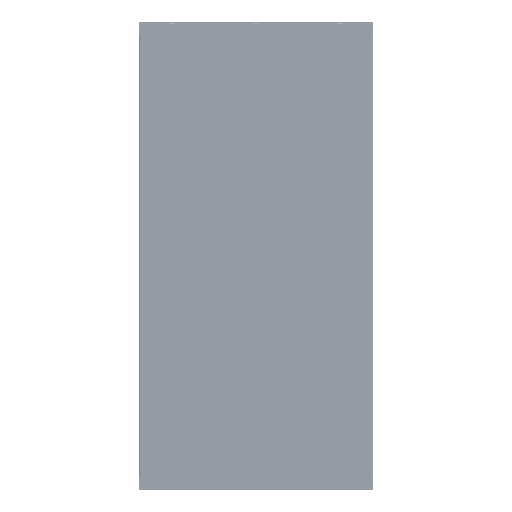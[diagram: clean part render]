
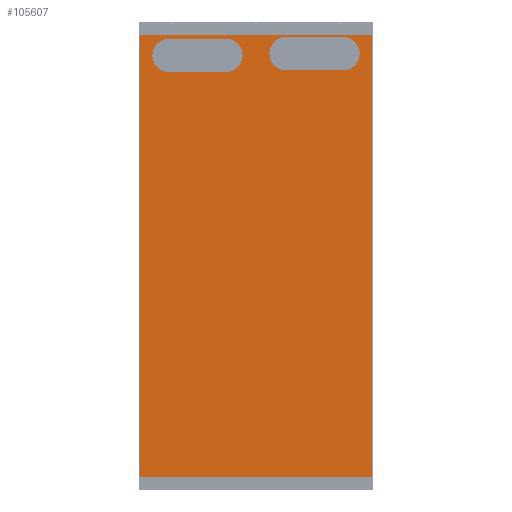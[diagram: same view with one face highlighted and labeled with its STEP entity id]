
A CAD part, front view. The second image highlights one B-rep face of the part: STEP entity #105607.
In plain terms, the highlighted planar face has unit normal (0, -1, 0).
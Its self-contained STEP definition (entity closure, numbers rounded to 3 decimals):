
#792 = CARTESIAN_POINT ( 'NONE',  ( 260., 0., 655. ) ) ;
#3645 = CARTESIAN_POINT ( 'NONE',  ( -173.75, 0., -660. ) ) ;
#4136 = CARTESIAN_POINT ( 'NONE',  ( 260., 0., 605. ) ) ;
#4286 = CARTESIAN_POINT ( 'NONE',  ( -260., 0., 550. ) ) ;
#4911 = DIRECTION ( 'NONE',  ( 0., 0., 1. ) ) ;
#7441 = VECTOR ( 'NONE', #50496, 1000. ) ;
#7709 = VERTEX_POINT ( 'NONE', #50131 ) ;
#9365 = LINE ( 'NONE', #137656, #108770 ) ;
#11818 = CIRCLE ( 'NONE', #106773, 50. ) ;
#12002 = VERTEX_POINT ( 'NONE', #4286 ) ;
#17020 = VERTEX_POINT ( 'NONE', #114032 ) ;
#17553 = ORIENTED_EDGE ( 'NONE', *, *, #51200, .T. ) ;
#17701 = LINE ( 'NONE', #3645, #41367 ) ;
#19597 = FACE_BOUND ( 'NONE', #100122, .T. ) ;
#20177 = LINE ( 'NONE', #103083, #91044 ) ;
#20909 = CARTESIAN_POINT ( 'NONE',  ( -347.5, 0., 660. ) ) ;
#22865 = DIRECTION ( 'NONE',  ( 0., 1., 0. ) ) ;
#22964 = ORIENTED_EDGE ( 'NONE', *, *, #86073, .T. ) ;
#23372 = LINE ( 'NONE', #56264, #81880 ) ;
#24066 = LINE ( 'NONE', #24853, #112070 ) ;
#24853 = CARTESIAN_POINT ( 'NONE',  ( -347.5, 0., 700. ) ) ;
#25374 = EDGE_CURVE ( 'NONE', #49101, #134099, #24066, .T. ) ;
#25864 = ORIENTED_EDGE ( 'NONE', *, *, #57641, .T. ) ;
#26551 = DIRECTION ( 'NONE',  ( 0., 1., 0. ) ) ;
#26797 = EDGE_CURVE ( 'NONE', #64943, #12002, #88151, .T. ) ;
#28103 = ORIENTED_EDGE ( 'NONE', *, *, #131186, .T. ) ;
#28407 = VERTEX_POINT ( 'NONE', #76637 ) ;
#28435 = VERTEX_POINT ( 'NONE', #128210 ) ;
#30524 = DIRECTION ( 'NONE',  ( 0., 0., -1. ) ) ;
#32018 = ORIENTED_EDGE ( 'NONE', *, *, #58028, .F. ) ;
#37562 = ORIENTED_EDGE ( 'NONE', *, *, #95855, .T. ) ;
#37627 = LINE ( 'NONE', #143233, #66261 ) ;
#39718 = CIRCLE ( 'NONE', #127156, 50. ) ;
#41367 = VECTOR ( 'NONE', #51353, 1000. ) ;
#44352 = DIRECTION ( 'NONE',  ( 0., 0., -1. ) ) ;
#49101 = VERTEX_POINT ( 'NONE', #20909 ) ;
#50131 = CARTESIAN_POINT ( 'NONE',  ( -90., 0., 650. ) ) ;
#50496 = DIRECTION ( 'NONE',  ( 1., 0., 0. ) ) ;
#51200 = EDGE_CURVE ( 'NONE', #7709, #64943, #39718, .T. ) ;
#51353 = DIRECTION ( 'NONE',  ( 1., 0., 0. ) ) ;
#51428 = DIRECTION ( 'NONE',  ( -1., 0., 0. ) ) ;
#51441 = VERTEX_POINT ( 'NONE', #116458 ) ;
#51723 = AXIS2_PLACEMENT_3D ( 'NONE', #4136, #133965, #4911 ) ;
#52114 = CIRCLE ( 'NONE', #152069, 50. ) ;
#52340 = DIRECTION ( 'NONE',  ( 0., 0., -1. ) ) ;
#54777 = FACE_BOUND ( 'NONE', #140500, .T. ) ;
#56264 = CARTESIAN_POINT ( 'NONE',  ( -173.75, 0., 660. ) ) ;
#56864 = DIRECTION ( 'NONE',  ( 0., 1., 0. ) ) ;
#57641 = EDGE_CURVE ( 'NONE', #51441, #89250, #37627, .T. ) ;
#57773 = ORIENTED_EDGE ( 'NONE', *, *, #26797, .T. ) ;
#58028 = EDGE_CURVE ( 'NONE', #28435, #17020, #9365, .T. ) ;
#60328 = DIRECTION ( 'NONE',  ( -1., 0., 0. ) ) ;
#61434 = CARTESIAN_POINT ( 'NONE',  ( -86.25, 0., 655. ) ) ;
#63280 = CARTESIAN_POINT ( 'NONE',  ( -90., 0., 550. ) ) ;
#64943 = VERTEX_POINT ( 'NONE', #63280 ) ;
#66261 = VECTOR ( 'NONE', #60328, 1000. ) ;
#67293 = DIRECTION ( 'NONE',  ( 0., -1., 0. ) ) ;
#68267 = CARTESIAN_POINT ( 'NONE',  ( -90., 0., 600. ) ) ;
#73716 = EDGE_CURVE ( 'NONE', #81664, #51441, #151670, .T. ) ;
#73952 = CARTESIAN_POINT ( 'NONE',  ( -347.5, 0., -660. ) ) ;
#76637 = CARTESIAN_POINT ( 'NONE',  ( -260., 0., 650. ) ) ;
#79549 = CARTESIAN_POINT ( 'NONE',  ( 90., 0., 605. ) ) ;
#80476 = DIRECTION ( 'NONE',  ( -1., 0., 0. ) ) ;
#81664 = VERTEX_POINT ( 'NONE', #792 ) ;
#81880 = VECTOR ( 'NONE', #80476, 1000. ) ;
#86073 = EDGE_CURVE ( 'NONE', #89250, #115278, #11818, .T. ) ;
#88151 = LINE ( 'NONE', #121061, #114605 ) ;
#88286 = CARTESIAN_POINT ( 'NONE',  ( -260., 0., 600. ) ) ;
#89250 = VERTEX_POINT ( 'NONE', #128842 ) ;
#89735 = ORIENTED_EDGE ( 'NONE', *, *, #108391, .T. ) ;
#91044 = VECTOR ( 'NONE', #138273, 1000. ) ;
#92283 = FACE_OUTER_BOUND ( 'NONE', #95577, .T. ) ;
#95577 = EDGE_LOOP ( 'NONE', ( #28103, #32018, #37562, #145089 ) ) ;
#95855 = EDGE_CURVE ( 'NONE', #28435, #49101, #23372, .T. ) ;
#100122 = EDGE_LOOP ( 'NONE', ( #22964, #133879, #137793, #25864 ) ) ;
#103083 = CARTESIAN_POINT ( 'NONE',  ( -261.25, 0., 650. ) ) ;
#103264 = DIRECTION ( 'NONE',  ( 0., 0., -1. ) ) ;
#104233 = DIRECTION ( 'NONE',  ( 0., 0., 1. ) ) ;
#105607 = ADVANCED_FACE ( 'NONE', ( #54777, #19597, #92283 ), #139984, .T. ) ;
#106773 = AXIS2_PLACEMENT_3D ( 'NONE', #79549, #56864, #44352 ) ;
#108391 = EDGE_CURVE ( 'NONE', #12002, #28407, #52114, .T. ) ;
#108770 = VECTOR ( 'NONE', #30524, 1000. ) ;
#110337 = EDGE_CURVE ( 'NONE', #115278, #81664, #120125, .T. ) ;
#111583 = DIRECTION ( 'NONE',  ( 0., 0., -1. ) ) ;
#112070 = VECTOR ( 'NONE', #111583, 1000. ) ;
#113751 = AXIS2_PLACEMENT_3D ( 'NONE', #138460, #67293, #103264 ) ;
#114032 = CARTESIAN_POINT ( 'NONE',  ( 347.5, 0., -660. ) ) ;
#114605 = VECTOR ( 'NONE', #51428, 1000. ) ;
#115093 = ORIENTED_EDGE ( 'NONE', *, *, #119061, .T. ) ;
#115278 = VERTEX_POINT ( 'NONE', #122179 ) ;
#116458 = CARTESIAN_POINT ( 'NONE',  ( 260., 0., 555. ) ) ;
#119061 = EDGE_CURVE ( 'NONE', #28407, #7709, #20177, .T. ) ;
#120125 = LINE ( 'NONE', #61434, #7441 ) ;
#121061 = CARTESIAN_POINT ( 'NONE',  ( -261.25, 0., 550. ) ) ;
#122179 = CARTESIAN_POINT ( 'NONE',  ( 90., 0., 655. ) ) ;
#127156 = AXIS2_PLACEMENT_3D ( 'NONE', #68267, #22865, #104233 ) ;
#128210 = CARTESIAN_POINT ( 'NONE',  ( 347.5, 0., 660. ) ) ;
#128842 = CARTESIAN_POINT ( 'NONE',  ( 90., 0., 555. ) ) ;
#131186 = EDGE_CURVE ( 'NONE', #134099, #17020, #17701, .T. ) ;
#133879 = ORIENTED_EDGE ( 'NONE', *, *, #110337, .T. ) ;
#133965 = DIRECTION ( 'NONE',  ( 0., 1., 0. ) ) ;
#134099 = VERTEX_POINT ( 'NONE', #73952 ) ;
#137656 = CARTESIAN_POINT ( 'NONE',  ( 347.5, 0., 700. ) ) ;
#137793 = ORIENTED_EDGE ( 'NONE', *, *, #73716, .T. ) ;
#138273 = DIRECTION ( 'NONE',  ( 1., 0., 0. ) ) ;
#138460 = CARTESIAN_POINT ( 'NONE',  ( -347.5, 0., 700. ) ) ;
#139984 = PLANE ( 'NONE',  #113751 ) ;
#140500 = EDGE_LOOP ( 'NONE', ( #89735, #115093, #17553, #57773 ) ) ;
#143233 = CARTESIAN_POINT ( 'NONE',  ( -86.25, 0., 555. ) ) ;
#145089 = ORIENTED_EDGE ( 'NONE', *, *, #25374, .T. ) ;
#151670 = CIRCLE ( 'NONE', #51723, 50. ) ;
#152069 = AXIS2_PLACEMENT_3D ( 'NONE', #88286, #26551, #52340 ) ;
